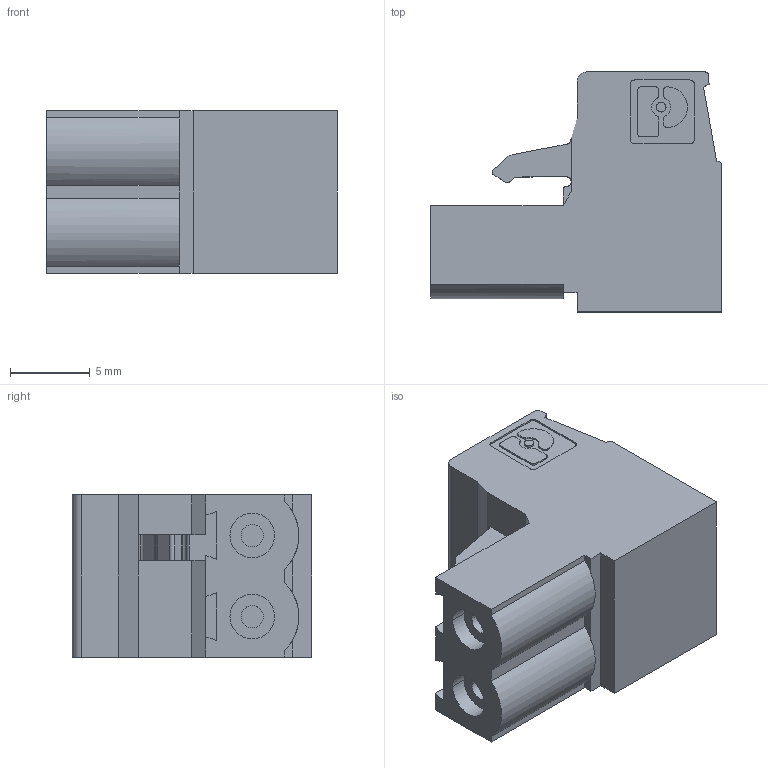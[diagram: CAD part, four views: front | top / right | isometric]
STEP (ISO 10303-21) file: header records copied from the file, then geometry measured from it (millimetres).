
FILE_DESCRIPTION(('Creo Elements/Direct Modeling STEP Export'),'2;1');
FILE_NAME('model.stp','2016-03-01T 7:29:09',(''),(''),'Creo Elements/Direct Modeling STEP processor for AP214 (Solid Model)','Creo Elements/Direct Modeling 18.1G 27-Feb-2015 (C) Parametric Technology GmbH','');
FILE_SCHEMA(('AUTOMOTIVE_DESIGN { 1 0 10303 214 1 1 1 1 }'));
Length unit declared in the file: millimetre
Products named in the file (2): PG110075
Assembly tree (1 placements, depth 2):
  PG110075
    PG110075
Bounding box: 18.2 x 15 x 10.16 mm (x, y, z)
Volume: 1651.2 mm3; surface area: 1375 mm2
Topology: 1 solids, 1 shells, 165 faces, 431 edges, 282 vertices
Faces by surface type: plane 114, cylinder 51
Entity records: 5147 total; most frequent: ORIENTED_EDGE 862, CARTESIAN_POINT 841, DIRECTION 815, EDGE_CURVE 431, VECTOR 303, LINE 303, VERTEX_POINT 282, AXIS2_PLACEMENT_3D 256
